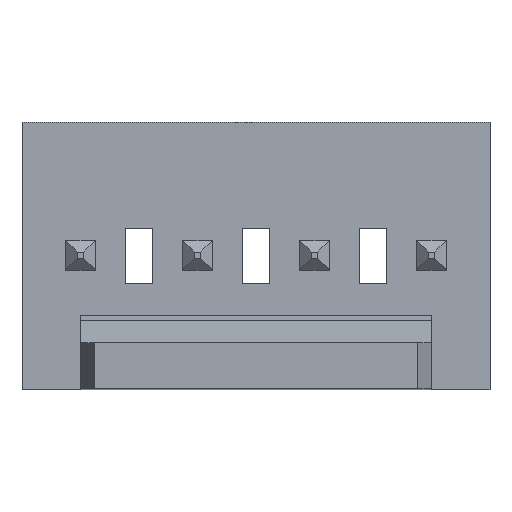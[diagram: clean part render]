
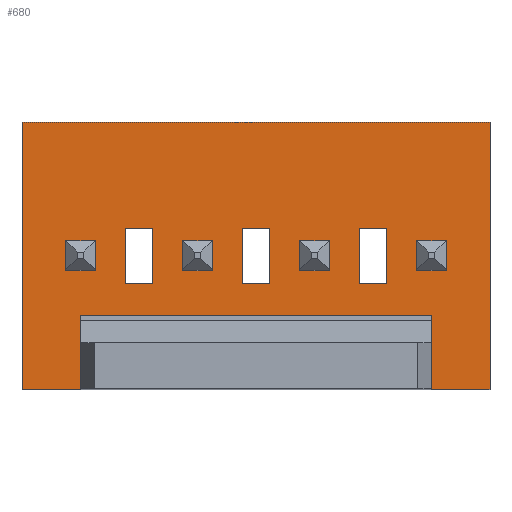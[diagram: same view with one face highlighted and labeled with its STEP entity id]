
A CAD part, top view. The second image highlights one B-rep face of the part: STEP entity #680.
In plain terms, the highlighted planar face has unit normal (0, 0, 1).
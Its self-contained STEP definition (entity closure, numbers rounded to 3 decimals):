
#12=DIRECTION('',(0.,0.,1.));
#27=VECTOR('',#28,1.);
#28=DIRECTION('',(1.,0.,0.));
#34=VECTOR('',#35,1.);
#35=DIRECTION('',(0.,1.,0.));
#71=VECTOR('',#72,1.);
#72=DIRECTION('',(-1.,0.,0.));
#141=VERTEX_POINT('',#142);
#142=CARTESIAN_POINT('',(8.89,-2.9,3.17));
#145=EDGE_CURVE('',#146,#141,#148,.T.);
#146=VERTEX_POINT('',#147);
#147=CARTESIAN_POINT('',(7.62,-2.9,3.17));
#148=LINE('',#149,#27);
#149=CARTESIAN_POINT('',(-1.27,-2.9,3.17));
#172=VERTEX_POINT('',#173);
#173=CARTESIAN_POINT('',(0.,-2.9,3.17));
#176=EDGE_CURVE('',#177,#172,#148,.T.);
#177=VERTEX_POINT('',#149);
#251=DIRECTION('',(0.,-1.,0.));
#260=VECTOR('',#251,1.);
#669=ORIENTED_EDGE('',*,*,#670,.T.);
#670=EDGE_CURVE('',#141,#671,#673,.T.);
#671=VERTEX_POINT('',#672);
#672=CARTESIAN_POINT('',(8.89,2.9,3.17));
#673=LINE('',#142,#34);
#680=ADVANCED_FACE('',(#681,#711,#733,#759,#781,#807,#833,#859),#881,.T.);
#681=FACE_BOUND('',#682,.T.);
#682=EDGE_LOOP('',(#683,#688,#689,#696,#704,#707,#669,#708));
#683=ORIENTED_EDGE('',*,*,#684,.T.);
#684=EDGE_CURVE('',#685,#177,#687,.T.);
#685=VERTEX_POINT('',#686);
#686=CARTESIAN_POINT('',(-1.27,2.9,3.17));
#687=LINE('',#686,#260);
#688=ORIENTED_EDGE('',*,*,#176,.T.);
#689=ORIENTED_EDGE('',*,*,#690,.F.);
#690=EDGE_CURVE('',#691,#172,#693,.T.);
#691=VERTEX_POINT('',#692);
#692=CARTESIAN_POINT('',(0.,-1.3,3.17));
#693=LINE('',#692,#694);
#694=VECTOR('',#695,1.);
#695=DIRECTION('',(-0.,-1.,-0.));
#696=ORIENTED_EDGE('',*,*,#697,.F.);
#697=EDGE_CURVE('',#698,#691,#700,.T.);
#698=VERTEX_POINT('',#699);
#699=CARTESIAN_POINT('',(7.62,-1.3,3.17));
#700=LINE('',#701,#702);
#701=CARTESIAN_POINT('',(3.81,-1.3,3.17));
#702=VECTOR('',#703,1.);
#703=DIRECTION('',(-1.,-0.,-0.));
#704=ORIENTED_EDGE('',*,*,#705,.T.);
#705=EDGE_CURVE('',#698,#146,#706,.T.);
#706=LINE('',#699,#260);
#707=ORIENTED_EDGE('',*,*,#145,.T.);
#708=ORIENTED_EDGE('',*,*,#709,.T.);
#709=EDGE_CURVE('',#671,#685,#710,.T.);
#710=LINE('',#672,#71);
#711=FACE_BOUND('',#712,.T.);
#712=EDGE_LOOP('',(#713,#720,#725,#730));
#713=ORIENTED_EDGE('',*,*,#714,.F.);
#714=EDGE_CURVE('',#715,#717,#719,.T.);
#715=VERTEX_POINT('',#716);
#716=CARTESIAN_POINT('',(4.11,-0.6,3.17));
#717=VERTEX_POINT('',#718);
#718=CARTESIAN_POINT('',(4.11,0.6,3.17));
#719=LINE('',#716,#34);
#720=ORIENTED_EDGE('',*,*,#721,.F.);
#721=EDGE_CURVE('',#722,#715,#724,.T.);
#722=VERTEX_POINT('',#723);
#723=CARTESIAN_POINT('',(3.51,-0.6,3.17));
#724=LINE('',#723,#27);
#725=ORIENTED_EDGE('',*,*,#726,.F.);
#726=EDGE_CURVE('',#727,#722,#729,.T.);
#727=VERTEX_POINT('',#728);
#728=CARTESIAN_POINT('',(3.51,0.6,3.17));
#729=LINE('',#728,#260);
#730=ORIENTED_EDGE('',*,*,#731,.F.);
#731=EDGE_CURVE('',#717,#727,#732,.T.);
#732=LINE('',#718,#71);
#733=FACE_BOUND('',#734,.T.);
#734=EDGE_LOOP('',(#735,#743,#749,#755));
#735=ORIENTED_EDGE('',*,*,#736,.T.);
#736=EDGE_CURVE('',#737,#739,#741,.T.);
#737=VERTEX_POINT('',#738);
#738=CARTESIAN_POINT('',(4.76,-0.32,3.17));
#739=VERTEX_POINT('',#740);
#740=CARTESIAN_POINT('',(4.76,0.32,3.17));
#741=LINE('',#742,#34);
#742=CARTESIAN_POINT('',(4.76,0.,3.17));
#743=ORIENTED_EDGE('',*,*,#744,.T.);
#744=EDGE_CURVE('',#739,#745,#747,.T.);
#745=VERTEX_POINT('',#746);
#746=CARTESIAN_POINT('',(5.4,0.32,3.17));
#747=LINE('',#748,#27);
#748=CARTESIAN_POINT('',(4.285,0.32,3.17));
#749=ORIENTED_EDGE('',*,*,#750,.F.);
#750=EDGE_CURVE('',#751,#745,#753,.T.);
#751=VERTEX_POINT('',#752);
#752=CARTESIAN_POINT('',(5.4,-0.32,3.17));
#753=LINE('',#754,#34);
#754=CARTESIAN_POINT('',(5.4,0.,3.17));
#755=ORIENTED_EDGE('',*,*,#756,.T.);
#756=EDGE_CURVE('',#751,#737,#757,.T.);
#757=LINE('',#758,#71);
#758=CARTESIAN_POINT('',(4.285,-0.32,3.17));
#759=FACE_BOUND('',#760,.T.);
#760=EDGE_LOOP('',(#761,#768,#773,#778));
#761=ORIENTED_EDGE('',*,*,#762,.F.);
#762=EDGE_CURVE('',#763,#765,#767,.T.);
#763=VERTEX_POINT('',#764);
#764=CARTESIAN_POINT('',(0.97,0.6,3.17));
#765=VERTEX_POINT('',#766);
#766=CARTESIAN_POINT('',(0.97,-0.6,3.17));
#767=LINE('',#764,#260);
#768=ORIENTED_EDGE('',*,*,#769,.F.);
#769=EDGE_CURVE('',#770,#763,#772,.T.);
#770=VERTEX_POINT('',#771);
#771=CARTESIAN_POINT('',(1.57,0.6,3.17));
#772=LINE('',#771,#71);
#773=ORIENTED_EDGE('',*,*,#774,.F.);
#774=EDGE_CURVE('',#775,#770,#777,.T.);
#775=VERTEX_POINT('',#776);
#776=CARTESIAN_POINT('',(1.57,-0.6,3.17));
#777=LINE('',#776,#34);
#778=ORIENTED_EDGE('',*,*,#779,.F.);
#779=EDGE_CURVE('',#765,#775,#780,.T.);
#780=LINE('',#766,#27);
#781=FACE_BOUND('',#782,.T.);
#782=EDGE_LOOP('',(#783,#791,#797,#803));
#783=ORIENTED_EDGE('',*,*,#784,.F.);
#784=EDGE_CURVE('',#785,#787,#789,.T.);
#785=VERTEX_POINT('',#786);
#786=CARTESIAN_POINT('',(2.86,-0.32,3.17));
#787=VERTEX_POINT('',#788);
#788=CARTESIAN_POINT('',(2.86,0.32,3.17));
#789=LINE('',#790,#34);
#790=CARTESIAN_POINT('',(2.86,0.,3.17));
#791=ORIENTED_EDGE('',*,*,#792,.T.);
#792=EDGE_CURVE('',#785,#793,#795,.T.);
#793=VERTEX_POINT('',#794);
#794=CARTESIAN_POINT('',(2.22,-0.32,3.17));
#795=LINE('',#796,#71);
#796=CARTESIAN_POINT('',(3.015,-0.32,3.17));
#797=ORIENTED_EDGE('',*,*,#798,.T.);
#798=EDGE_CURVE('',#793,#799,#801,.T.);
#799=VERTEX_POINT('',#800);
#800=CARTESIAN_POINT('',(2.22,0.32,3.17));
#801=LINE('',#802,#34);
#802=CARTESIAN_POINT('',(2.22,0.,3.17));
#803=ORIENTED_EDGE('',*,*,#804,.T.);
#804=EDGE_CURVE('',#799,#787,#805,.T.);
#805=LINE('',#806,#27);
#806=CARTESIAN_POINT('',(3.015,0.32,3.17));
#807=FACE_BOUND('',#808,.T.);
#808=EDGE_LOOP('',(#809,#817,#823,#829));
#809=ORIENTED_EDGE('',*,*,#810,.F.);
#810=EDGE_CURVE('',#811,#813,#815,.T.);
#811=VERTEX_POINT('',#812);
#812=CARTESIAN_POINT('',(0.32,-0.32,3.17));
#813=VERTEX_POINT('',#814);
#814=CARTESIAN_POINT('',(0.32,0.32,3.17));
#815=LINE('',#816,#34);
#816=CARTESIAN_POINT('',(0.32,0.,3.17));
#817=ORIENTED_EDGE('',*,*,#818,.T.);
#818=EDGE_CURVE('',#811,#819,#821,.T.);
#819=VERTEX_POINT('',#820);
#820=CARTESIAN_POINT('',(-0.32,-0.32,3.17));
#821=LINE('',#822,#71);
#822=CARTESIAN_POINT('',(1.745,-0.32,3.17));
#823=ORIENTED_EDGE('',*,*,#824,.T.);
#824=EDGE_CURVE('',#819,#825,#827,.T.);
#825=VERTEX_POINT('',#826);
#826=CARTESIAN_POINT('',(-0.32,0.32,3.17));
#827=LINE('',#828,#34);
#828=CARTESIAN_POINT('',(-0.32,0.,3.17));
#829=ORIENTED_EDGE('',*,*,#830,.T.);
#830=EDGE_CURVE('',#825,#813,#831,.T.);
#831=LINE('',#832,#27);
#832=CARTESIAN_POINT('',(1.745,0.32,3.17));
#833=FACE_BOUND('',#834,.T.);
#834=EDGE_LOOP('',(#835,#843,#849,#855));
#835=ORIENTED_EDGE('',*,*,#836,.T.);
#836=EDGE_CURVE('',#837,#839,#841,.T.);
#837=VERTEX_POINT('',#838);
#838=CARTESIAN_POINT('',(7.94,-0.32,3.17));
#839=VERTEX_POINT('',#840);
#840=CARTESIAN_POINT('',(7.3,-0.32,3.17));
#841=LINE('',#842,#71);
#842=CARTESIAN_POINT('',(5.555,-0.32,3.17));
#843=ORIENTED_EDGE('',*,*,#844,.T.);
#844=EDGE_CURVE('',#839,#845,#847,.T.);
#845=VERTEX_POINT('',#846);
#846=CARTESIAN_POINT('',(7.3,0.32,3.17));
#847=LINE('',#848,#34);
#848=CARTESIAN_POINT('',(7.3,0.,3.17));
#849=ORIENTED_EDGE('',*,*,#850,.T.);
#850=EDGE_CURVE('',#845,#851,#853,.T.);
#851=VERTEX_POINT('',#852);
#852=CARTESIAN_POINT('',(7.94,0.32,3.17));
#853=LINE('',#854,#27);
#854=CARTESIAN_POINT('',(5.555,0.32,3.17));
#855=ORIENTED_EDGE('',*,*,#856,.F.);
#856=EDGE_CURVE('',#837,#851,#857,.T.);
#857=LINE('',#858,#34);
#858=CARTESIAN_POINT('',(7.94,0.,3.17));
#859=FACE_BOUND('',#860,.T.);
#860=EDGE_LOOP('',(#861,#868,#873,#878));
#861=ORIENTED_EDGE('',*,*,#862,.F.);
#862=EDGE_CURVE('',#863,#865,#867,.T.);
#863=VERTEX_POINT('',#864);
#864=CARTESIAN_POINT('',(6.05,-0.6,3.17));
#865=VERTEX_POINT('',#866);
#866=CARTESIAN_POINT('',(6.65,-0.6,3.17));
#867=LINE('',#864,#27);
#868=ORIENTED_EDGE('',*,*,#869,.F.);
#869=EDGE_CURVE('',#870,#863,#872,.T.);
#870=VERTEX_POINT('',#871);
#871=CARTESIAN_POINT('',(6.05,0.6,3.17));
#872=LINE('',#871,#260);
#873=ORIENTED_EDGE('',*,*,#874,.F.);
#874=EDGE_CURVE('',#875,#870,#877,.T.);
#875=VERTEX_POINT('',#876);
#876=CARTESIAN_POINT('',(6.65,0.6,3.17));
#877=LINE('',#876,#71);
#878=ORIENTED_EDGE('',*,*,#879,.F.);
#879=EDGE_CURVE('',#865,#875,#880,.T.);
#880=LINE('',#866,#34);
#881=PLANE('',#882);
#882=AXIS2_PLACEMENT_3D('',#883,#12,#28);
#883=CARTESIAN_POINT('',(3.81,0.,3.17));
